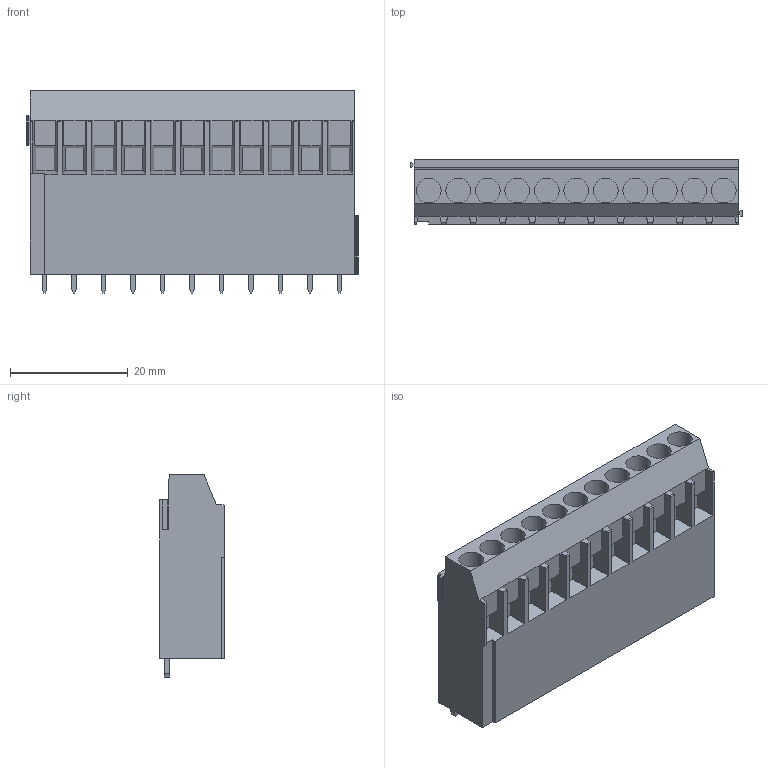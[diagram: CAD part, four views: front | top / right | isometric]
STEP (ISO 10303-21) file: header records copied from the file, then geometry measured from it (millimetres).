
FILE_DESCRIPTION(('CATIA V5 STEP Exchange','CAx-IF Rec.Pracs.--- Model Styling and Organization---1.2---2011-12-15'),'2;1');
FILE_NAME ('D1460868_0_1975340000_1975340000.stp','2018-09-07T04:43:20+00:00',('none'),('Weidmueller'),'CATIA Version 5-6 Release 2014','CATIA V5 STEP AP214','none');
FILE_SCHEMA(('AUTOMOTIVE_DESIGN { 1 0 10303 214 1 1 1 1 }'));
Length unit declared in the file: millimetre
Products named in the file (1): 1975340000
Bounding box: 56.28 x 10.94 x 34.3 mm (x, y, z)
Volume: 16444.6 mm3; surface area: 6215.9 mm2
Topology: 12 solids, 12 shells, 252 faces, 629 edges, 412 vertices
Faces by surface type: plane 206, cylinder 46
Entity records: 6720 total; most frequent: CARTESIAN_POINT 1303, ORIENTED_EDGE 1258, DIRECTION 821, EDGE_CURVE 629, VECTOR 493, LINE 493, VERTEX_POINT 412, EDGE_LOOP 263
